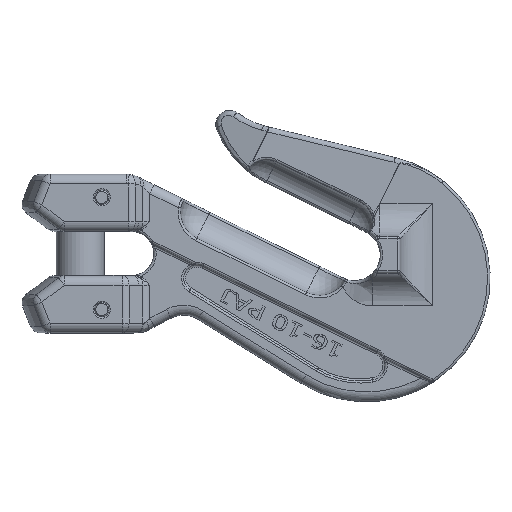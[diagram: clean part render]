
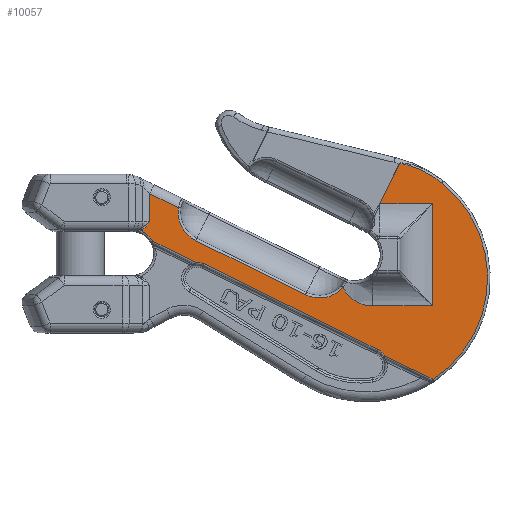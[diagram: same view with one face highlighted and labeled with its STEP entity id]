
A CAD part, top view. The second image highlights one B-rep face of the part: STEP entity #10057.
In plain terms, the highlighted planar face has unit normal (0, 0, 1).
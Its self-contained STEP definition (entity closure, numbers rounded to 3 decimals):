
#314=ELLIPSE('',#10713,7.071,5.);
#496=LINE('',#15946,#1178);
#497=LINE('',#15950,#1179);
#498=LINE('',#15954,#1180);
#499=LINE('',#15971,#1181);
#500=LINE('',#15973,#1182);
#501=LINE('',#15975,#1183);
#502=LINE('',#15977,#1184);
#503=LINE('',#15983,#1185);
#504=LINE('',#15987,#1186);
#505=LINE('',#15988,#1187);
#1178=VECTOR('',#11927,10.);
#1179=VECTOR('',#11930,10.);
#1180=VECTOR('',#11933,10.);
#1181=VECTOR('',#11936,10.);
#1182=VECTOR('',#11937,10.);
#1183=VECTOR('',#11938,10.);
#1184=VECTOR('',#11939,10.);
#1185=VECTOR('',#11944,10.);
#1186=VECTOR('',#11947,10.);
#1187=VECTOR('',#11948,10.);
#1746=PLANE('',#10749);
#1993=B_SPLINE_CURVE_WITH_KNOTS('',3,(#15657,#15658,#15659,#15660,#15661,
#15662,#15663,#15664),.UNSPECIFIED.,.F.,.F.,(4,1,1,2,4),(-0.445,
-0.356,-0.267,0.,0.001),
 .UNSPECIFIED.);
#2004=B_SPLINE_CURVE_WITH_KNOTS('',3,(#15958,#15959,#15960,#15961,#15962,
#15963,#15964,#15965,#15966,#15967,#15968,#15969),.UNSPECIFIED.,.F.,.F.,
(4,1,1,1,1,1,1,1,1,4),(0.,0.009,0.017,0.034,
0.069,0.138,0.276,0.552,
0.827,1.931),.UNSPECIFIED.);
#2593=FACE_OUTER_BOUND('',#3278,.T.);
#3278=EDGE_LOOP('',(#7326,#7327,#7328,#7329,#7330,#7331,#7332,#7333,#7334,
#7335,#7336,#7337,#7338,#7339,#7340,#7341,#7342,#7343,#7344,#7345));
#3934=CIRCLE('',#10743,10.);
#3938=CIRCLE('',#10750,6.616);
#3939=CIRCLE('',#10751,7.182);
#3940=CIRCLE('',#10752,49.702);
#3941=CIRCLE('',#10753,13.4);
#3942=CIRCLE('',#10754,12.961);
#3943=CIRCLE('',#10755,12.961);
#4500=VERTEX_POINT('',#15654);
#4501=VERTEX_POINT('',#15656);
#4503=VERTEX_POINT('',#15694);
#4526=VERTEX_POINT('',#15889);
#4530=VERTEX_POINT('',#15945);
#4531=VERTEX_POINT('',#15947);
#4532=VERTEX_POINT('',#15949);
#4533=VERTEX_POINT('',#15951);
#4534=VERTEX_POINT('',#15953);
#4535=VERTEX_POINT('',#15955);
#4536=VERTEX_POINT('',#15957);
#4537=VERTEX_POINT('',#15970);
#4538=VERTEX_POINT('',#15972);
#4539=VERTEX_POINT('',#15974);
#4540=VERTEX_POINT('',#15976);
#4541=VERTEX_POINT('',#15978);
#4542=VERTEX_POINT('',#15980);
#4543=VERTEX_POINT('',#15982);
#4544=VERTEX_POINT('',#15984);
#4545=VERTEX_POINT('',#15986);
#5515=EDGE_CURVE('',#4500,#4501,#1993,.T.);
#5518=EDGE_CURVE('',#4503,#4500,#314,.T.);
#5557=EDGE_CURVE('',#4526,#4503,#3934,.T.);
#5565=EDGE_CURVE('',#4530,#4526,#496,.T.);
#5566=EDGE_CURVE('',#4531,#4530,#3938,.T.);
#5567=EDGE_CURVE('',#4532,#4531,#497,.T.);
#5568=EDGE_CURVE('',#4533,#4532,#3939,.T.);
#5569=EDGE_CURVE('',#4534,#4533,#498,.T.);
#5570=EDGE_CURVE('',#4535,#4534,#3940,.T.);
#5571=EDGE_CURVE('',#4536,#4535,#2004,.T.);
#5572=EDGE_CURVE('',#4537,#4536,#499,.T.);
#5573=EDGE_CURVE('',#4538,#4537,#500,.T.);
#5574=EDGE_CURVE('',#4539,#4538,#501,.T.);
#5575=EDGE_CURVE('',#4540,#4539,#502,.T.);
#5576=EDGE_CURVE('',#4541,#4540,#3941,.T.);
#5577=EDGE_CURVE('',#4542,#4541,#3942,.T.);
#5578=EDGE_CURVE('',#4543,#4542,#503,.T.);
#5579=EDGE_CURVE('',#4544,#4543,#3943,.T.);
#5580=EDGE_CURVE('',#4545,#4544,#504,.T.);
#5581=EDGE_CURVE('',#4501,#4545,#505,.T.);
#7326=ORIENTED_EDGE('',*,*,#5518,.F.);
#7327=ORIENTED_EDGE('',*,*,#5557,.F.);
#7328=ORIENTED_EDGE('',*,*,#5565,.F.);
#7329=ORIENTED_EDGE('',*,*,#5566,.F.);
#7330=ORIENTED_EDGE('',*,*,#5567,.F.);
#7331=ORIENTED_EDGE('',*,*,#5568,.F.);
#7332=ORIENTED_EDGE('',*,*,#5569,.F.);
#7333=ORIENTED_EDGE('',*,*,#5570,.F.);
#7334=ORIENTED_EDGE('',*,*,#5571,.F.);
#7335=ORIENTED_EDGE('',*,*,#5572,.F.);
#7336=ORIENTED_EDGE('',*,*,#5573,.F.);
#7337=ORIENTED_EDGE('',*,*,#5574,.F.);
#7338=ORIENTED_EDGE('',*,*,#5575,.F.);
#7339=ORIENTED_EDGE('',*,*,#5576,.F.);
#7340=ORIENTED_EDGE('',*,*,#5577,.F.);
#7341=ORIENTED_EDGE('',*,*,#5578,.F.);
#7342=ORIENTED_EDGE('',*,*,#5579,.F.);
#7343=ORIENTED_EDGE('',*,*,#5580,.F.);
#7344=ORIENTED_EDGE('',*,*,#5581,.F.);
#7345=ORIENTED_EDGE('',*,*,#5515,.F.);
#10057=ADVANCED_FACE('',(#2593),#1746,.T.);
#10713=AXIS2_PLACEMENT_3D('',#15696,#11839,#11840);
#10743=AXIS2_PLACEMENT_3D('',#15891,#11911,#11912);
#10749=AXIS2_PLACEMENT_3D('',#15944,#11925,#11926);
#10750=AXIS2_PLACEMENT_3D('',#15948,#11928,#11929);
#10751=AXIS2_PLACEMENT_3D('',#15952,#11931,#11932);
#10752=AXIS2_PLACEMENT_3D('',#15956,#11934,#11935);
#10753=AXIS2_PLACEMENT_3D('',#15979,#11940,#11941);
#10754=AXIS2_PLACEMENT_3D('',#15981,#11942,#11943);
#10755=AXIS2_PLACEMENT_3D('',#15985,#11945,#11946);
#11839=DIRECTION('center_axis',(0.,0.,1.));
#11840=DIRECTION('ref_axis',(1.,0.,0.));
#11911=DIRECTION('center_axis',(0.,0.,1.));
#11912=DIRECTION('ref_axis',(0.415,0.91,0.));
#11925=DIRECTION('center_axis',(0.,0.,1.));
#11926=DIRECTION('ref_axis',(1.,0.,0.));
#11927=DIRECTION('',(-0.897,0.442,0.));
#11928=DIRECTION('center_axis',(0.,0.,1.));
#11929=DIRECTION('ref_axis',(0.442,0.897,0.));
#11930=DIRECTION('',(-0.897,0.442,0.));
#11931=DIRECTION('center_axis',(0.,0.,1.));
#11932=DIRECTION('ref_axis',(0.442,0.897,0.));
#11933=DIRECTION('',(-0.897,0.442,0.));
#11934=DIRECTION('center_axis',(0.,0.,-1.));
#11935=DIRECTION('ref_axis',(0.964,-0.265,0.));
#11936=DIRECTION('',(0.442,0.897,0.));
#11937=DIRECTION('',(-1.,0.,0.));
#11938=DIRECTION('',(0.,1.,0.));
#11939=DIRECTION('',(1.,0.,0.));
#11940=DIRECTION('center_axis',(0.,0.,1.));
#11941=DIRECTION('ref_axis',(0.,1.,0.));
#11942=DIRECTION('center_axis',(0.,0.,1.));
#11943=DIRECTION('ref_axis',(0.206,-0.978,0.));
#11944=DIRECTION('',(0.897,-0.442,0.));
#11945=DIRECTION('center_axis',(0.,0.,1.));
#11946=DIRECTION('ref_axis',(-0.947,-0.322,0.));
#11947=DIRECTION('',(0.897,-0.442,0.));
#11948=DIRECTION('',(0.,1.,0.));
#15654=CARTESIAN_POINT('',(25.488,9.701,15.));
#15656=CARTESIAN_POINT('',(28.488,13.,15.));
#15657=CARTESIAN_POINT('Ctrl Pts',(25.488,9.701,15.));
#15658=CARTESIAN_POINT('Ctrl Pts',(25.718,9.887,15.));
#15659=CARTESIAN_POINT('Ctrl Pts',(26.163,10.279,15.));
#15660=CARTESIAN_POINT('Ctrl Pts',(27.201,11.341,15.));
#15661=CARTESIAN_POINT('Ctrl Pts',(27.936,12.287,15.));
#15662=CARTESIAN_POINT('Ctrl Pts',(28.483,12.994,15.));
#15663=CARTESIAN_POINT('Ctrl Pts',(28.485,12.997,15.));
#15664=CARTESIAN_POINT('Ctrl Pts',(28.488,13.,15.));
#15694=CARTESIAN_POINT('',(24.867,9.26,15.));
#15696=CARTESIAN_POINT('Origin',(20.174,13.,15.));
#15889=CARTESIAN_POINT('',(29.77,4.969,15.));
#15891=CARTESIAN_POINT('Origin',(21.092,0.,15.));
#15944=CARTESIAN_POINT('Origin',(90.995,2.481,15.));
#15945=CARTESIAN_POINT('',(47.185,-3.61,15.));
#15946=CARTESIAN_POINT('',(54.756,-7.34,15.));
#15947=CARTESIAN_POINT('',(50.764,-4.259,15.));
#15948=CARTESIAN_POINT('Origin',(47.84,-10.194,15.));
#15949=CARTESIAN_POINT('',(121.95,-39.328,15.));
#15950=CARTESIAN_POINT('',(65.615,-11.575,15.));
#15951=CARTESIAN_POINT('',(124.787,-41.84,15.));
#15952=CARTESIAN_POINT('Origin',(118.776,-45.771,15.));
#15953=CARTESIAN_POINT('',(144.451,-51.527,15.));
#15954=CARTESIAN_POINT('',(54.756,-7.34,15.));
#15955=CARTESIAN_POINT('',(148.064,28.892,15.));
#15956=CARTESIAN_POINT('Origin',(117.129,-10.009,15.));
#15957=CARTESIAN_POINT('',(130.758,36.756,15.));
#15958=CARTESIAN_POINT('Ctrl Pts',(130.758,36.756,15.));
#15959=CARTESIAN_POINT('Ctrl Pts',(130.771,36.782,15.));
#15960=CARTESIAN_POINT('Ctrl Pts',(130.825,36.808,15.));
#15961=CARTESIAN_POINT('Ctrl Pts',(130.937,36.83,15.));
#15962=CARTESIAN_POINT('Ctrl Pts',(131.139,36.837,15.));
#15963=CARTESIAN_POINT('Ctrl Pts',(131.54,36.808,15.));
#15964=CARTESIAN_POINT('Ctrl Pts',(132.336,36.685,15.));
#15965=CARTESIAN_POINT('Ctrl Pts',(133.906,36.327,15.));
#15966=CARTESIAN_POINT('Ctrl Pts',(136.103,35.642,15.));
#15967=CARTESIAN_POINT('Ctrl Pts',(141.229,33.6,15.));
#15968=CARTESIAN_POINT('Ctrl Pts',(145.185,31.181,15.));
#15969=CARTESIAN_POINT('Ctrl Pts',(148.064,28.892,15.));
#15970=CARTESIAN_POINT('',(122.657,20.311,15.));
#15971=CARTESIAN_POINT('',(110.88,-3.595,15.));
#15972=CARTESIAN_POINT('',(144.231,20.311,15.));
#15973=CARTESIAN_POINT('',(110.913,20.311,15.));
#15974=CARTESIAN_POINT('',(144.231,-21.489,15.));
#15975=CARTESIAN_POINT('',(144.231,-2.804,15.));
#15976=CARTESIAN_POINT('',(119.679,-21.489,15.));
#15977=CARTESIAN_POINT('',(105.337,-21.489,15.));
#15978=CARTESIAN_POINT('',(107.611,-13.914,15.));
#15979=CARTESIAN_POINT('Origin',(119.679,-8.089,15.));
#15980=CARTESIAN_POINT('',(92.262,-16.856,15.));
#15981=CARTESIAN_POINT('Origin',(97.99,-5.229,15.));
#15982=CARTESIAN_POINT('',(47.314,5.287,15.));
#15983=CARTESIAN_POINT('',(69.788,-5.785,15.));
#15984=CARTESIAN_POINT('',(40.214,18.774,15.));
#15985=CARTESIAN_POINT('Origin',(53.042,16.914,15.));
#15986=CARTESIAN_POINT('',(28.488,24.551,15.));
#15987=CARTESIAN_POINT('',(96.73,-9.067,15.));
#15988=CARTESIAN_POINT('',(28.488,14.671,15.));
